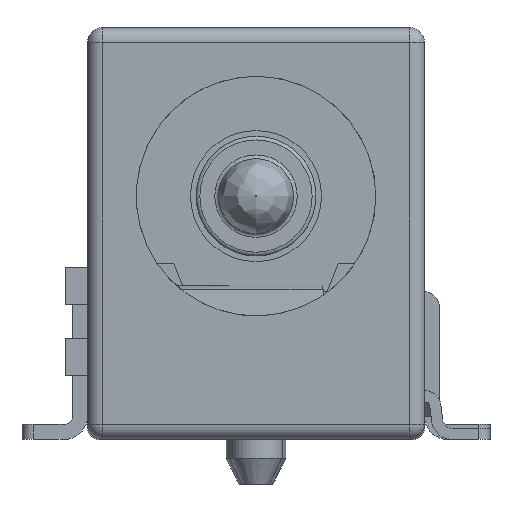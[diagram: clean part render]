
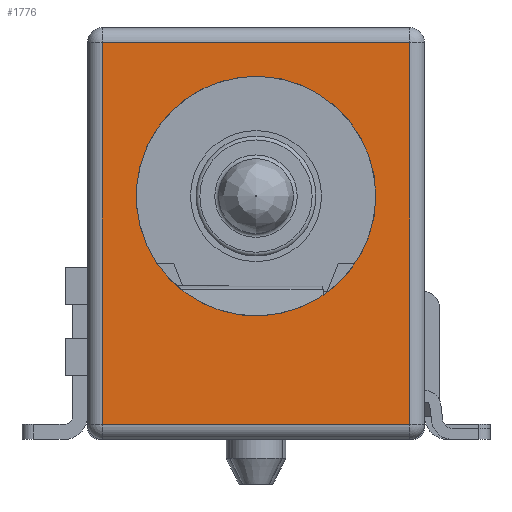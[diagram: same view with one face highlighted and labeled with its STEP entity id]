
A CAD part, front view. The second image highlights one B-rep face of the part: STEP entity #1776.
In plain terms, the highlighted planar face has unit normal (0, -1, 0).
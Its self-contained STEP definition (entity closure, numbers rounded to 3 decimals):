
#235 = CARTESIAN_POINT ( 'NONE',  ( 4.1, -5.95, -5.1 ) ) ;
#408 = VERTEX_POINT ( 'NONE', #235 ) ;
#491 = VECTOR ( 'NONE', #10010, 1000. ) ;
#1015 = VERTEX_POINT ( 'NONE', #1766 ) ;
#1766 = CARTESIAN_POINT ( 'NONE',  ( -4.1, -5.95, 5.1 ) ) ;
#1776 = ADVANCED_FACE ( 'NONE', ( #7769, #10745 ), #5222, .F. ) ;
#1816 = LINE ( 'NONE', #9885, #491 ) ;
#1879 = AXIS2_PLACEMENT_3D ( 'NONE', #7624, #5712, #2749 ) ;
#1915 = CARTESIAN_POINT ( 'NONE',  ( -4.1, -5.95, -5.1 ) ) ;
#2424 = DIRECTION ( 'NONE',  ( 1., 0., 0. ) ) ;
#2435 = DIRECTION ( 'NONE',  ( -1., 0., 0. ) ) ;
#2462 = VERTEX_POINT ( 'NONE', #2798 ) ;
#2749 = DIRECTION ( 'NONE',  ( 1., 0., 0. ) ) ;
#2783 = CIRCLE ( 'NONE', #1879, 3.2 ) ;
#2798 = CARTESIAN_POINT ( 'NONE',  ( 3.2, -5.95, 1. ) ) ;
#3882 = CARTESIAN_POINT ( 'NONE',  ( -4.1, -5.95, -5.5 ) ) ;
#3922 = VECTOR ( 'NONE', #10593, 1000. ) ;
#4253 = DIRECTION ( 'NONE',  ( 0., 1., 0. ) ) ;
#4633 = EDGE_LOOP ( 'NONE', ( #7155, #5373, #10863, #9092 ) ) ;
#4878 = EDGE_LOOP ( 'NONE', ( #7090 ) ) ;
#5040 = EDGE_CURVE ( 'NONE', #2462, #2462, #2783, .T. ) ;
#5222 = PLANE ( 'NONE',  #9693 ) ;
#5250 = EDGE_CURVE ( 'NONE', #408, #8534, #11285, .T. ) ;
#5373 = ORIENTED_EDGE ( 'NONE', *, *, #6627, .T. ) ;
#5449 = CARTESIAN_POINT ( 'NONE',  ( -4.5, -5.95, 5.1 ) ) ;
#5712 = DIRECTION ( 'NONE',  ( 0., 1., 0. ) ) ;
#6444 = LINE ( 'NONE', #3882, #3922 ) ;
#6627 = EDGE_CURVE ( 'NONE', #11927, #408, #1816, .T. ) ;
#7090 = ORIENTED_EDGE ( 'NONE', *, *, #5040, .T. ) ;
#7155 = ORIENTED_EDGE ( 'NONE', *, *, #10159, .T. ) ;
#7240 = VECTOR ( 'NONE', #9795, 1000. ) ;
#7624 = CARTESIAN_POINT ( 'NONE',  ( 0., -5.95, 1. ) ) ;
#7747 = CARTESIAN_POINT ( 'NONE',  ( 4.1, -5.95, 5.5 ) ) ;
#7769 = FACE_OUTER_BOUND ( 'NONE', #4633, .T. ) ;
#8534 = VERTEX_POINT ( 'NONE', #9992 ) ;
#9092 = ORIENTED_EDGE ( 'NONE', *, *, #12281, .T. ) ;
#9308 = VECTOR ( 'NONE', #2435, 1000. ) ;
#9693 = AXIS2_PLACEMENT_3D ( 'NONE', #9966, #4253, #2424 ) ;
#9795 = DIRECTION ( 'NONE',  ( 0., 0., 1. ) ) ;
#9885 = CARTESIAN_POINT ( 'NONE',  ( 4.5, -5.95, -5.1 ) ) ;
#9966 = CARTESIAN_POINT ( 'NONE',  ( 0., -5.95, 0. ) ) ;
#9992 = CARTESIAN_POINT ( 'NONE',  ( 4.1, -5.95, 5.1 ) ) ;
#10010 = DIRECTION ( 'NONE',  ( 1., 0., 0. ) ) ;
#10159 = EDGE_CURVE ( 'NONE', #1015, #11927, #6444, .T. ) ;
#10593 = DIRECTION ( 'NONE',  ( 0., 0., -1. ) ) ;
#10745 = FACE_BOUND ( 'NONE', #4878, .T. ) ;
#10863 = ORIENTED_EDGE ( 'NONE', *, *, #5250, .T. ) ;
#11285 = LINE ( 'NONE', #7747, #7240 ) ;
#11836 = LINE ( 'NONE', #5449, #9308 ) ;
#11927 = VERTEX_POINT ( 'NONE', #1915 ) ;
#12281 = EDGE_CURVE ( 'NONE', #8534, #1015, #11836, .T. ) ;
